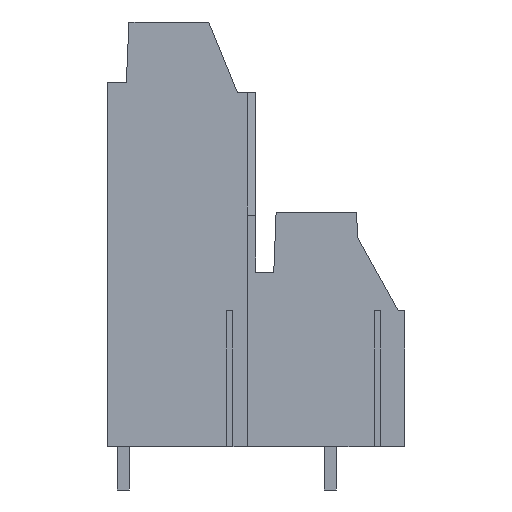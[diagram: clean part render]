
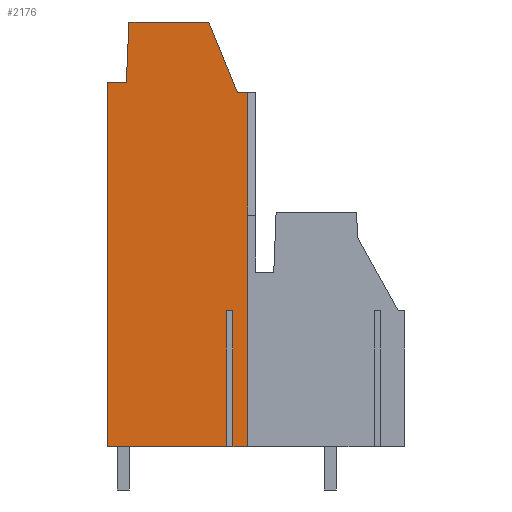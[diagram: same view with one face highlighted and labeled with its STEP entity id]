
A CAD part, left-side view. The second image highlights one B-rep face of the part: STEP entity #2176.
In plain terms, the highlighted planar face has unit normal (-1, 0, 0).
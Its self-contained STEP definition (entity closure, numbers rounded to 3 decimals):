
#2101=AXIS2_PLACEMENT_3D('Plane Axis2P3D',#2098,#2099,#2100) ;
#422=CARTESIAN_POINT('Vertex',(0.,21.94,3.2)) ;
#614=CARTESIAN_POINT('Vertex',(0.,11.574,3.2)) ;
#617=CARTESIAN_POINT('Line Origine',(0.,12.12,3.2)) ;
#621=CARTESIAN_POINT('Vertex',(0.,12.665,3.2)) ;
#670=CARTESIAN_POINT('Vertex',(0.,13.115,3.2)) ;
#673=CARTESIAN_POINT('Line Origine',(0.,17.528,3.2)) ;
#1050=CARTESIAN_POINT('Vertex',(0.,11.574,29.26)) ;
#1053=CARTESIAN_POINT('Line Origine',(0.,11.574,16.23)) ;
#2098=CARTESIAN_POINT('Axis2P3D Location',(0.,11.,17.2)) ;
#2103=CARTESIAN_POINT('Line Origine',(0.,21.94,16.625)) ;
#2107=CARTESIAN_POINT('Vertex',(0.,21.94,30.05)) ;
#2110=CARTESIAN_POINT('Line Origine',(0.,13.115,8.2)) ;
#2114=CARTESIAN_POINT('Vertex',(0.,13.115,13.2)) ;
#2117=CARTESIAN_POINT('Line Origine',(0.,12.89,13.2)) ;
#2121=CARTESIAN_POINT('Vertex',(0.,12.665,13.2)) ;
#2124=CARTESIAN_POINT('Line Origine',(0.,12.665,8.2)) ;
#2129=CARTESIAN_POINT('Line Origine',(0.,11.956,29.26)) ;
#2133=CARTESIAN_POINT('Vertex',(0.,12.337,29.26)) ;
#2136=CARTESIAN_POINT('Line Origine',(0.,13.393,31.865)) ;
#2140=CARTESIAN_POINT('Vertex',(0.,14.449,34.47)) ;
#2143=CARTESIAN_POINT('Line Origine',(0.,17.389,34.47)) ;
#2147=CARTESIAN_POINT('Vertex',(0.,20.328,34.47)) ;
#2150=CARTESIAN_POINT('Line Origine',(0.,20.424,32.26)) ;
#2154=CARTESIAN_POINT('Vertex',(0.,20.521,30.05)) ;
#2157=CARTESIAN_POINT('Line Origine',(0.,21.23,30.05)) ;
#618=DIRECTION('Vector Direction',(0.,1.,0.)) ;
#674=DIRECTION('Vector Direction',(0.,1.,0.)) ;
#1054=DIRECTION('Vector Direction',(0.,0.,1.)) ;
#2099=DIRECTION('Axis2P3D Direction',(1.,0.,0.)) ;
#2100=DIRECTION('Axis2P3D XDirection',(0.,1.,0.)) ;
#2104=DIRECTION('Vector Direction',(0.,0.,-1.)) ;
#2111=DIRECTION('Vector Direction',(0.,0.,1.)) ;
#2118=DIRECTION('Vector Direction',(0.,1.,0.)) ;
#2125=DIRECTION('Vector Direction',(0.,0.,1.)) ;
#2130=DIRECTION('Vector Direction',(0.,1.,0.)) ;
#2137=DIRECTION('Vector Direction',(0.,0.376,0.927)) ;
#2144=DIRECTION('Vector Direction',(0.,1.,0.)) ;
#2151=DIRECTION('Vector Direction',(0.,-0.044,0.999)) ;
#2158=DIRECTION('Vector Direction',(0.,1.,0.)) ;
#619=VECTOR('Line Direction',#618,1.) ;
#675=VECTOR('Line Direction',#674,1.) ;
#1055=VECTOR('Line Direction',#1054,1.) ;
#2105=VECTOR('Line Direction',#2104,1.) ;
#2112=VECTOR('Line Direction',#2111,1.) ;
#2119=VECTOR('Line Direction',#2118,1.) ;
#2126=VECTOR('Line Direction',#2125,1.) ;
#2131=VECTOR('Line Direction',#2130,1.) ;
#2138=VECTOR('Line Direction',#2137,1.) ;
#2145=VECTOR('Line Direction',#2144,1.) ;
#2152=VECTOR('Line Direction',#2151,1.) ;
#2159=VECTOR('Line Direction',#2158,1.) ;
#2163=ORIENTED_EDGE('',*,*,#2109,.T.) ;
#2164=ORIENTED_EDGE('',*,*,#677,.F.) ;
#2165=ORIENTED_EDGE('',*,*,#2116,.T.) ;
#2166=ORIENTED_EDGE('',*,*,#2123,.F.) ;
#2167=ORIENTED_EDGE('',*,*,#2128,.F.) ;
#2168=ORIENTED_EDGE('',*,*,#623,.F.) ;
#2169=ORIENTED_EDGE('',*,*,#1057,.T.) ;
#2170=ORIENTED_EDGE('',*,*,#2135,.T.) ;
#2171=ORIENTED_EDGE('',*,*,#2142,.T.) ;
#2172=ORIENTED_EDGE('',*,*,#2149,.T.) ;
#2173=ORIENTED_EDGE('',*,*,#2156,.F.) ;
#2174=ORIENTED_EDGE('',*,*,#2161,.T.) ;
#2176=ADVANCED_FACE('housing',(#2175),#2102,.F.) ;
#623=EDGE_CURVE('',#615,#622,#620,.T.) ;
#677=EDGE_CURVE('',#671,#423,#676,.T.) ;
#1057=EDGE_CURVE('',#615,#1051,#1056,.T.) ;
#2109=EDGE_CURVE('',#2108,#423,#2106,.T.) ;
#2116=EDGE_CURVE('',#671,#2115,#2113,.T.) ;
#2123=EDGE_CURVE('',#2122,#2115,#2120,.T.) ;
#2128=EDGE_CURVE('',#622,#2122,#2127,.T.) ;
#2135=EDGE_CURVE('',#1051,#2134,#2132,.T.) ;
#2142=EDGE_CURVE('',#2134,#2141,#2139,.T.) ;
#2149=EDGE_CURVE('',#2141,#2148,#2146,.T.) ;
#2156=EDGE_CURVE('',#2155,#2148,#2153,.T.) ;
#2161=EDGE_CURVE('',#2155,#2108,#2160,.T.) ;
#2162=EDGE_LOOP('',(#2163,#2164,#2165,#2166,#2167,#2168,#2169,#2170,#2171,#2172,#2173,#2174)) ;
#2175=FACE_OUTER_BOUND('',#2162,.T.) ;
#620=LINE('Line',#617,#619) ;
#676=LINE('Line',#673,#675) ;
#1056=LINE('Line',#1053,#1055) ;
#2106=LINE('Line',#2103,#2105) ;
#2113=LINE('Line',#2110,#2112) ;
#2120=LINE('Line',#2117,#2119) ;
#2127=LINE('Line',#2124,#2126) ;
#2132=LINE('Line',#2129,#2131) ;
#2139=LINE('Line',#2136,#2138) ;
#2146=LINE('Line',#2143,#2145) ;
#2153=LINE('Line',#2150,#2152) ;
#2160=LINE('Line',#2157,#2159) ;
#2102=PLANE('',#2101) ;
#423=VERTEX_POINT('',#422) ;
#615=VERTEX_POINT('',#614) ;
#622=VERTEX_POINT('',#621) ;
#671=VERTEX_POINT('',#670) ;
#1051=VERTEX_POINT('',#1050) ;
#2108=VERTEX_POINT('',#2107) ;
#2115=VERTEX_POINT('',#2114) ;
#2122=VERTEX_POINT('',#2121) ;
#2134=VERTEX_POINT('',#2133) ;
#2141=VERTEX_POINT('',#2140) ;
#2148=VERTEX_POINT('',#2147) ;
#2155=VERTEX_POINT('',#2154) ;
